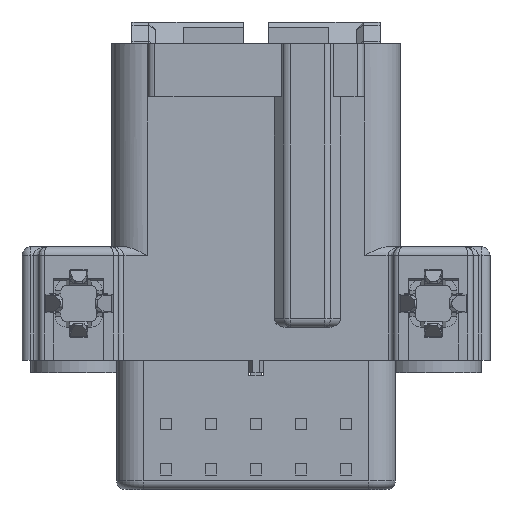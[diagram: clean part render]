
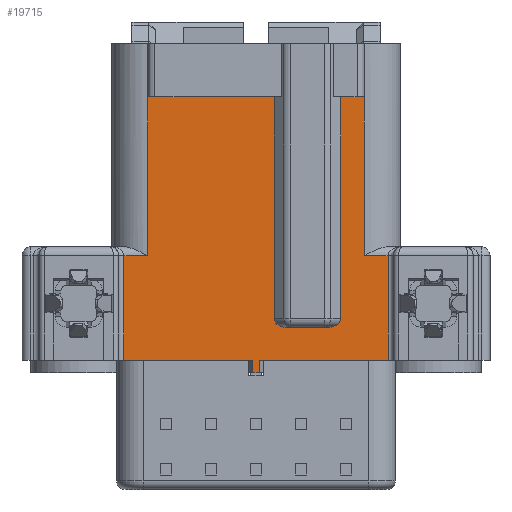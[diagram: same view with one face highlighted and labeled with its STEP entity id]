
A CAD part, front view. The second image highlights one B-rep face of the part: STEP entity #19715.
In plain terms, the highlighted planar face has unit normal (0, -1, 0).
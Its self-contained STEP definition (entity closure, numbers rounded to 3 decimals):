
#3866=DIRECTION('',(0.,0.,-1.));
#3867=VECTOR('',#3866,12.5);
#3868=CARTESIAN_POINT('',(1.025,-6.85,-3.));
#3869=LINE('',#3868,#3867);
#3870=DIRECTION('',(1.,0.,0.));
#3871=VECTOR('',#3870,2.336);
#3872=CARTESIAN_POINT('',(1.732,-6.85,-16.));
#3873=LINE('',#3872,#3871);
#3874=DIRECTION('',(0.,0.,-1.));
#3875=VECTOR('',#3874,12.5);
#3876=CARTESIAN_POINT('',(4.775,-6.85,-3.));
#3877=LINE('',#3876,#3875);
#3878=DIRECTION('',(1.,0.,0.));
#3879=VECTOR('',#3878,1.325);
#3880=CARTESIAN_POINT('',(4.775,-6.85,-3.));
#3881=LINE('',#3880,#3879);
#3882=DIRECTION('',(1.,0.,0.));
#3883=VECTOR('',#3882,1.35);
#3884=CARTESIAN_POINT('',(6.1,-6.85,-11.95));
#3885=LINE('',#3884,#3883);
#3886=DIRECTION('',(0.,0.,-1.));
#3887=VECTOR('',#3886,5.9);
#3888=CARTESIAN_POINT('',(7.45,-6.85,
-11.95));
#3889=LINE('',#3888,#3887);
#3890=DIRECTION('',(-1.,0.,0.));
#3891=VECTOR('',#3890,7.276);
#3892=CARTESIAN_POINT('',(7.45,-6.85,-17.85));
#3893=LINE('',#3892,#3891);
#3894=DIRECTION('',(0.,0.,-1.));
#3895=VECTOR('',#3894,0.7);
#3896=CARTESIAN_POINT('',(0.174,-6.85,-17.85));
#3897=LINE('',#3896,#3895);
#3898=DIRECTION('',(-1.,0.,0.));
#3899=VECTOR('',#3898,7.276);
#3900=CARTESIAN_POINT('',(-0.174,-6.85,-17.85));
#3901=LINE('',#3900,#3899);
#3902=DIRECTION('',(0.,0.,1.));
#3903=VECTOR('',#3902,5.9);
#3904=CARTESIAN_POINT('',(-7.45,-6.85,-17.85));
#3905=LINE('',#3904,#3903);
#3906=DIRECTION('',(1.,0.,0.));
#3907=VECTOR('',#3906,1.35);
#3908=CARTESIAN_POINT('',(-7.45,-6.85,
-11.95));
#3909=LINE('',#3908,#3907);
#3910=DIRECTION('',(1.,0.,0.));
#3911=VECTOR('',#3910,7.125);
#3912=CARTESIAN_POINT('',(-6.1,-6.85,-3.));
#3913=LINE('',#3912,#3911);
#6464=CARTESIAN_POINT('',(6.1,-6.85,-11.95));
#6486=DIRECTION('',(0.,0.,1.));
#6487=VECTOR('',#6486,8.95);
#6488=CARTESIAN_POINT('',(6.1,-6.85,-11.95));
#6489=LINE('',#6488,#6487);
#6796=CARTESIAN_POINT('',(-7.45,-6.85,
-11.95));
#6836=DIRECTION('',(0.,0.,-1.));
#6837=VECTOR('',#6836,8.95);
#6838=CARTESIAN_POINT('',(-6.1,-6.85,-3.));
#6839=LINE('',#6838,#6837);
#7332=CARTESIAN_POINT('',(1.732,-6.85,-16.));
#7333=CARTESIAN_POINT('',(1.682,-6.85,-16.));
#7334=CARTESIAN_POINT('',(1.589,-6.85,-15.993));
#7335=CARTESIAN_POINT('',(1.423,-6.85,-15.957));
#7336=CARTESIAN_POINT('',(1.284,-6.85,-15.895));
#7337=CARTESIAN_POINT('',(1.17,-6.85,-15.808));
#7338=CARTESIAN_POINT('',(1.098,-6.85,-15.729));
#7339=CARTESIAN_POINT('',(1.053,-6.85,-15.648));
#7340=CARTESIAN_POINT('',(1.03,-6.85,-15.57));
#7341=CARTESIAN_POINT('',(1.025,-6.85,-15.525));
#7342=CARTESIAN_POINT('',(1.025,-6.85,-15.5));
#7383=CARTESIAN_POINT('',(4.775,-6.85,-15.5));
#7384=CARTESIAN_POINT('',(4.775,-6.85,-15.525));
#7385=CARTESIAN_POINT('',(4.77,-6.85,-15.57));
#7386=CARTESIAN_POINT('',(4.747,-6.85,-15.648));
#7387=CARTESIAN_POINT('',(4.702,-6.85,-15.729));
#7388=CARTESIAN_POINT('',(4.63,-6.85,-15.808));
#7389=CARTESIAN_POINT('',(4.516,-6.85,-15.895));
#7390=CARTESIAN_POINT('',(4.377,-6.85,-15.957));
#7391=CARTESIAN_POINT('',(4.211,-6.85,-15.993));
#7392=CARTESIAN_POINT('',(4.118,-6.85,-16.));
#7393=CARTESIAN_POINT('',(4.068,-6.85,-16.));
#7494=DIRECTION('',(0.,0.,-1.));
#7495=VECTOR('',#7494,0.7);
#7496=CARTESIAN_POINT('',(-0.174,-6.85,-17.85));
#7497=LINE('',#7496,#7495);
#7526=DIRECTION('',(-1.,0.,0.));
#7527=VECTOR('',#7526,0.349);
#7528=CARTESIAN_POINT('',(0.174,-6.85,-18.55));
#7529=LINE('',#7528,#7527);
#12559=CARTESIAN_POINT('',(0.174,-6.85,-18.55));
#12561=VERTEX_POINT('',#12559);
#12562=CARTESIAN_POINT('',(-0.174,-6.85,-18.55));
#12563=VERTEX_POINT('',#12562);
#12575=CARTESIAN_POINT('',(0.174,-6.85,-17.85));
#12577=VERTEX_POINT('',#12575);
#12578=CARTESIAN_POINT('',(-0.174,-6.85,-17.85));
#12580=VERTEX_POINT('',#12578);
#12846=CARTESIAN_POINT('',(-6.1,-6.85,-3.));
#12847=VERTEX_POINT('',#12846);
#12848=CARTESIAN_POINT('',(6.1,-6.85,-3.));
#12849=VERTEX_POINT('',#12848);
#12874=VERTEX_POINT('',#6464);
#12898=CARTESIAN_POINT('',(-6.1,-6.85,-11.95));
#12899=VERTEX_POINT('',#12898);
#13119=CARTESIAN_POINT('',(1.025,-6.85,-3.));
#13120=VERTEX_POINT('',#13119);
#13121=CARTESIAN_POINT('',(4.775,-6.85,-3.));
#13122=VERTEX_POINT('',#13121);
#13139=CARTESIAN_POINT('',(7.45,-6.85,
-11.95));
#13140=CARTESIAN_POINT('',(7.45,-6.85,-17.85));
#13141=VERTEX_POINT('',#13139);
#13142=VERTEX_POINT('',#13140);
#13155=VERTEX_POINT('',#6796);
#13160=CARTESIAN_POINT('',(-7.45,-6.85,-17.85));
#13161=VERTEX_POINT('',#13160);
#13270=CARTESIAN_POINT('',(1.025,-6.85,-15.5));
#13272=VERTEX_POINT('',#13270);
#13274=CARTESIAN_POINT('',(1.732,-6.85,-16.));
#13276=VERTEX_POINT('',#13274);
#13285=CARTESIAN_POINT('',(4.068,-6.85,-16.));
#13286=VERTEX_POINT('',#13285);
#13287=CARTESIAN_POINT('',(4.775,-6.85,-15.5));
#13288=VERTEX_POINT('',#13287);
#19675=CARTESIAN_POINT('',(-6.1,-6.85,0.));
#19676=DIRECTION('',(0.,-1.,0.));
#19677=DIRECTION('',(1.,0.,0.));
#19678=AXIS2_PLACEMENT_3D('',#19675,#19676,#19677);
#19679=PLANE('',#19678);
#19681=ORIENTED_EDGE('',*,*,#19680,.T.);
#19683=ORIENTED_EDGE('',*,*,#19682,.F.);
#19685=ORIENTED_EDGE('',*,*,#19684,.T.);
#19687=ORIENTED_EDGE('',*,*,#19686,.F.);
#19689=ORIENTED_EDGE('',*,*,#19688,.F.);
#19691=ORIENTED_EDGE('',*,*,#19690,.T.);
#19693=ORIENTED_EDGE('',*,*,#19692,.F.);
#19695=ORIENTED_EDGE('',*,*,#19694,.T.);
#19696=ORIENTED_EDGE('',*,*,#19636,.T.);
#19697=ORIENTED_EDGE('',*,*,#19223,.T.);
#19699=ORIENTED_EDGE('',*,*,#19698,.T.);
#19701=ORIENTED_EDGE('',*,*,#19700,.T.);
#19703=ORIENTED_EDGE('',*,*,#19702,.F.);
#19704=ORIENTED_EDGE('',*,*,#19215,.T.);
#19706=ORIENTED_EDGE('',*,*,#19705,.T.);
#19708=ORIENTED_EDGE('',*,*,#19707,.T.);
#19710=ORIENTED_EDGE('',*,*,#19709,.F.);
#19712=ORIENTED_EDGE('',*,*,#19711,.T.);
#19713=EDGE_LOOP('',(#19681,#19683,#19685,#19687,#19689,#19691,#19693,#19695,
#19696,#19697,#19699,#19701,#19703,#19704,#19706,#19708,#19710,#19712));
#19714=FACE_OUTER_BOUND('',#19713,.F.);
#19715=ADVANCED_FACE('',(#19714),#19679,.T.);
#7343=B_SPLINE_CURVE_WITH_KNOTS('',3,(#7332,#7333,#7334,#7335,#7336,#7337,#7338,
#7339,#7340,#7341,#7342),.UNSPECIFIED.,.F.,.F.,(4,1,1,1,1,1,1,1,4),(0.,
0.125,0.25,0.5,0.625,0.75,0.875,0.938,1.),.UNSPECIFIED.);
#7394=B_SPLINE_CURVE_WITH_KNOTS('',3,(#7383,#7384,#7385,#7386,#7387,#7388,#7389,
#7390,#7391,#7392,#7393),.UNSPECIFIED.,.F.,.F.,(4,1,1,1,1,1,1,1,4),(0.,
0.063,0.125,0.25,0.375,0.5,0.75,0.875,1.),.UNSPECIFIED.);
#19215=EDGE_CURVE('',#12580,#13161,#3901,.T.);
#19223=EDGE_CURVE('',#13142,#12577,#3893,.T.);
#19636=EDGE_CURVE('',#13141,#13142,#3889,.T.);
#19680=EDGE_CURVE('',#13120,#13272,#3869,.T.);
#19682=EDGE_CURVE('',#13276,#13272,#7343,.T.);
#19684=EDGE_CURVE('',#13276,#13286,#3873,.T.);
#19686=EDGE_CURVE('',#13288,#13286,#7394,.T.);
#19688=EDGE_CURVE('',#13122,#13288,#3877,.T.);
#19690=EDGE_CURVE('',#13122,#12849,#3881,.T.);
#19692=EDGE_CURVE('',#12874,#12849,#6489,.T.);
#19694=EDGE_CURVE('',#12874,#13141,#3885,.T.);
#19698=EDGE_CURVE('',#12577,#12561,#3897,.T.);
#19700=EDGE_CURVE('',#12561,#12563,#7529,.T.);
#19702=EDGE_CURVE('',#12580,#12563,#7497,.T.);
#19705=EDGE_CURVE('',#13161,#13155,#3905,.T.);
#19707=EDGE_CURVE('',#13155,#12899,#3909,.T.);
#19709=EDGE_CURVE('',#12847,#12899,#6839,.T.);
#19711=EDGE_CURVE('',#12847,#13120,#3913,.T.);
